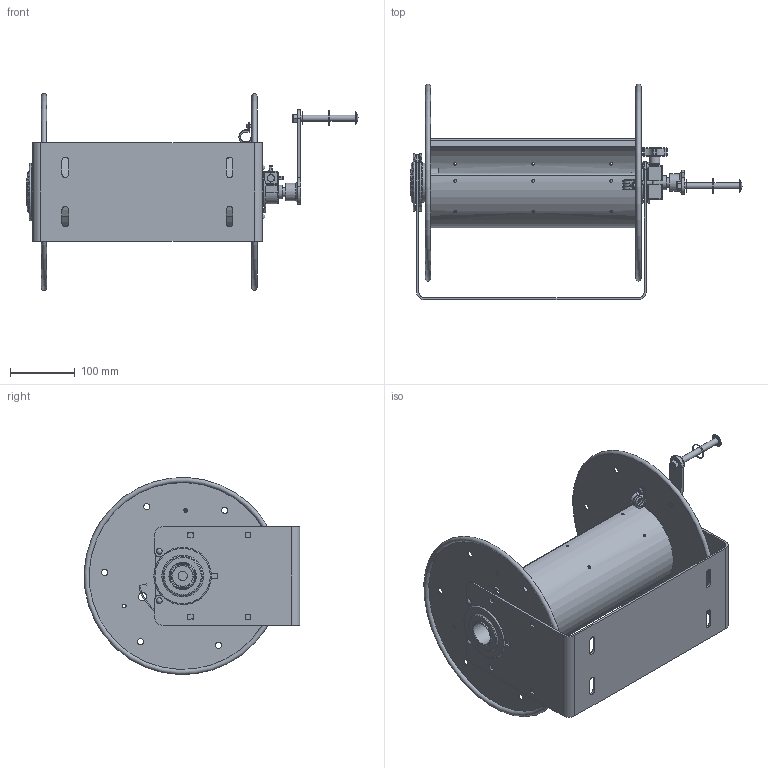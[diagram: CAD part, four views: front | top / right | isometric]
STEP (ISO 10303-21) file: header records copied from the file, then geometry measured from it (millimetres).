
FILE_DESCRIPTION(/* description */ (''),/* implementation_level */ '2;1');
FILE_NAME(/* name */ '112Y-12_SHARED.stp',/* time_stamp */ '2020-04-02T11:49:02-07:00',/* author */ ('NMelton'),/* organization */ (''),/* preprocessor_version */ 'ST-DEVELOPER v17',/* originating_system */ 'Autodesk Inventor 2019',/* authorisation */ '');
FILE_SCHEMA (('AUTOMOTIVE_DESIGN { 1 0 10303 214 3 1 1 }'));
Length unit declared in the file: inch
Products named in the file (1): 112Y-12_SHARED
Bounding box: 513.2 x 333.47 x 304.47 mm (x, y, z)
Surface area: 843856.4 mm2 (no closed solid volume)
Topology: 0 solids, 40 shells, 1018 faces, 3694 edges, 2552 vertices
Faces by surface type: plane 408, bspline 296, cylinder 213, torus 46, cone 28, sphere 27
Full cylindrical faces by diameter (mm): 2.54 x1, 3.048 x1, 3.962 x1, 4.826 x1, 5.182 x1, 5.563 x6, 6.477 x1, 6.604 x1, 8.839 x4, 9.271 x1, 9.525 x12, 12.192 x1, 12.7 x7, 14.3 x1, 15.875 x2, 21.59 x1, 27.051 x1, 28.448 x1, 31.75 x1, 33.401 x1, 36.525 x1, 41.199 x1, 41.402 x1, 44.45 x1, 60.325 x1
Entity records: 44237 total; most frequent: CARTESIAN_POINT 14679, ORIENTED_EDGE 5940, DIRECTION 4731, EDGE_CURVE 3672, VERTEX_POINT 2552, LINE 1939, VECTOR 1939, AXIS2_PLACEMENT_3D 1396
